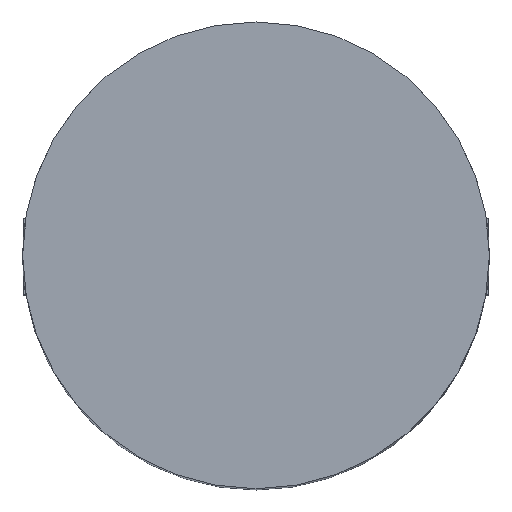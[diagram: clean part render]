
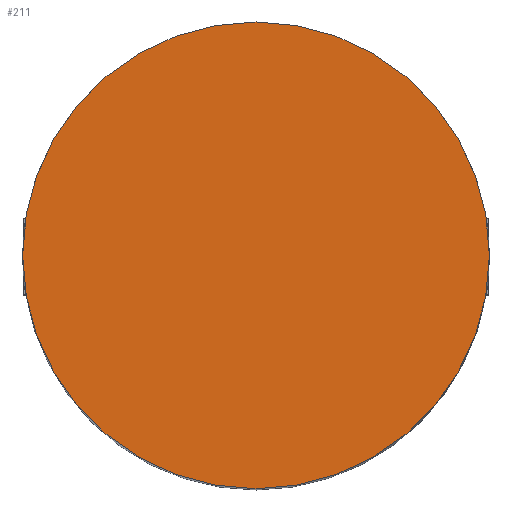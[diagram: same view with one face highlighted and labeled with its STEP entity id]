
A CAD part, top view. The second image highlights one B-rep face of the part: STEP entity #211.
In plain terms, the highlighted planar face has unit normal (0, 0, 1).
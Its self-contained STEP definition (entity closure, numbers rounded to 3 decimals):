
#21 = EDGE_CURVE('',#22,#24,#26,.T.);
#22 = VERTEX_POINT('',#23);
#23 = CARTESIAN_POINT('',(0.,-1.53,5.));
#24 = VERTEX_POINT('',#25);
#25 = CARTESIAN_POINT('',(0.,1.52,5.));
#26 = CIRCLE('',#27,1.525);
#27 = AXIS2_PLACEMENT_3D('',#28,#29,#30);
#28 = CARTESIAN_POINT('',(0.,-0.005,5.));
#29 = DIRECTION('',(-0.,0.,1.));
#30 = DIRECTION('',(0.,-1.,0.));
#172 = EDGE_CURVE('',#24,#22,#173,.T.);
#173 = CIRCLE('',#174,1.525);
#174 = AXIS2_PLACEMENT_3D('',#175,#176,#177);
#175 = CARTESIAN_POINT('',(0.,-0.005,5.));
#176 = DIRECTION('',(-0.,0.,1.));
#177 = DIRECTION('',(0.,-1.,0.));
#211 = ADVANCED_FACE('',(#212),#216,.T.);
#212 = FACE_BOUND('',#213,.T.);
#213 = EDGE_LOOP('',(#214,#215));
#214 = ORIENTED_EDGE('',*,*,#172,.T.);
#215 = ORIENTED_EDGE('',*,*,#21,.T.);
#216 = PLANE('',#217);
#217 = AXIS2_PLACEMENT_3D('',#218,#219,#220);
#218 = CARTESIAN_POINT('',(0.,-0.005,5.));
#219 = DIRECTION('',(0.,0.,1.));
#220 = DIRECTION('',(0.,-1.,0.));
